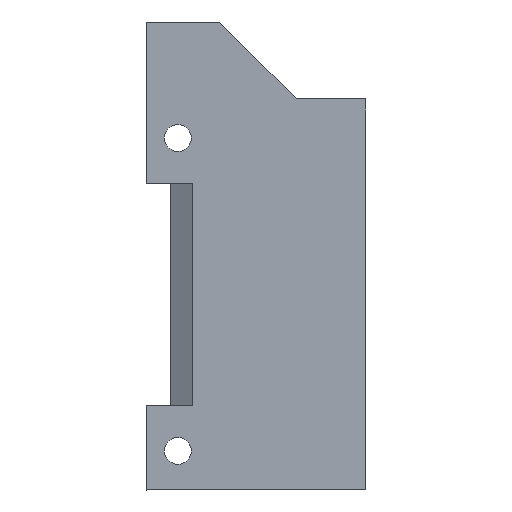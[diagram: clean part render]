
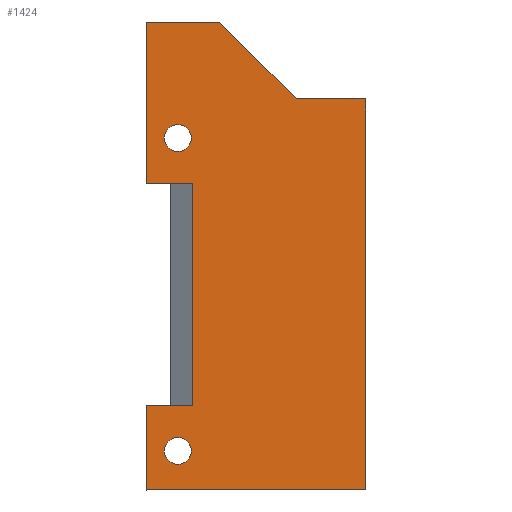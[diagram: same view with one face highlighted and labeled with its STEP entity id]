
A CAD part, top view. The second image highlights one B-rep face of the part: STEP entity #1424.
In plain terms, the highlighted planar face has unit normal (0, 0, 1).
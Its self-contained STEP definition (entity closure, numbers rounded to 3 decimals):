
#23=CIRCLE('',#1519,2.75);
#24=CIRCLE('',#1520,2.75);
#40=FACE_BOUND('',#144,.T.);
#41=FACE_BOUND('',#145,.T.);
#62=FACE_OUTER_BOUND('',#143,.T.);
#143=EDGE_LOOP('',(#1001,#1002,#1003,#1004,#1005,#1006,#1007,#1008,#1009,
#1010));
#144=EDGE_LOOP('',(#1011));
#145=EDGE_LOOP('',(#1012));
#276=LINE('',#2090,#464);
#280=LINE('',#2096,#468);
#281=LINE('',#2098,#469);
#282=LINE('',#2100,#470);
#283=LINE('',#2102,#471);
#284=LINE('',#2104,#472);
#285=LINE('',#2106,#473);
#286=LINE('',#2108,#474);
#287=LINE('',#2110,#475);
#288=LINE('',#2111,#476);
#464=VECTOR('',#1674,10.);
#468=VECTOR('',#1680,10.);
#469=VECTOR('',#1681,10.);
#470=VECTOR('',#1682,10.);
#471=VECTOR('',#1683,10.);
#472=VECTOR('',#1684,10.);
#473=VECTOR('',#1685,10.);
#474=VECTOR('',#1686,10.);
#475=VECTOR('',#1687,10.);
#476=VECTOR('',#1688,10.);
#645=VERTEX_POINT('',#2088);
#646=VERTEX_POINT('',#2089);
#647=VERTEX_POINT('',#2095);
#648=VERTEX_POINT('',#2097);
#649=VERTEX_POINT('',#2099);
#650=VERTEX_POINT('',#2101);
#651=VERTEX_POINT('',#2103);
#652=VERTEX_POINT('',#2105);
#653=VERTEX_POINT('',#2107);
#654=VERTEX_POINT('',#2109);
#655=VERTEX_POINT('',#2112);
#656=VERTEX_POINT('',#2114);
#780=EDGE_CURVE('',#645,#646,#276,.T.);
#784=EDGE_CURVE('',#646,#647,#280,.T.);
#785=EDGE_CURVE('',#647,#648,#281,.T.);
#786=EDGE_CURVE('',#648,#649,#282,.T.);
#787=EDGE_CURVE('',#649,#650,#283,.T.);
#788=EDGE_CURVE('',#650,#651,#284,.T.);
#789=EDGE_CURVE('',#652,#651,#285,.T.);
#790=EDGE_CURVE('',#652,#653,#286,.T.);
#791=EDGE_CURVE('',#654,#653,#287,.T.);
#792=EDGE_CURVE('',#654,#645,#288,.T.);
#793=EDGE_CURVE('',#655,#655,#23,.T.);
#794=EDGE_CURVE('',#656,#656,#24,.T.);
#1001=ORIENTED_EDGE('',*,*,#780,.T.);
#1002=ORIENTED_EDGE('',*,*,#784,.T.);
#1003=ORIENTED_EDGE('',*,*,#785,.T.);
#1004=ORIENTED_EDGE('',*,*,#786,.T.);
#1005=ORIENTED_EDGE('',*,*,#787,.T.);
#1006=ORIENTED_EDGE('',*,*,#788,.T.);
#1007=ORIENTED_EDGE('',*,*,#789,.F.);
#1008=ORIENTED_EDGE('',*,*,#790,.T.);
#1009=ORIENTED_EDGE('',*,*,#791,.F.);
#1010=ORIENTED_EDGE('',*,*,#792,.T.);
#1011=ORIENTED_EDGE('',*,*,#793,.T.);
#1012=ORIENTED_EDGE('',*,*,#794,.T.);
#1352=PLANE('',#1518);
#1424=ADVANCED_FACE('',(#62,#40,#41),#1352,.T.);
#1518=AXIS2_PLACEMENT_3D('',#2094,#1678,#1679);
#1519=AXIS2_PLACEMENT_3D('',#2113,#1689,#1690);
#1520=AXIS2_PLACEMENT_3D('',#2115,#1691,#1692);
#1674=DIRECTION('',(0.,-1.,0.));
#1678=DIRECTION('center_axis',(0.,0.,1.));
#1679=DIRECTION('ref_axis',(0.,-1.,0.));
#1680=DIRECTION('',(1.,0.,0.));
#1681=DIRECTION('',(0.,-1.,0.));
#1682=DIRECTION('',(-1.,0.,0.));
#1683=DIRECTION('',(0.,-1.,0.));
#1684=DIRECTION('',(1.,0.,0.));
#1685=DIRECTION('',(0.,-1.,0.));
#1686=DIRECTION('',(-1.,0.,0.));
#1687=DIRECTION('',(0.707,-0.707,0.));
#1688=DIRECTION('',(-1.,0.,0.));
#1689=DIRECTION('center_axis',(0.,0.,-1.));
#1690=DIRECTION('ref_axis',(-1.,0.,0.));
#1691=DIRECTION('center_axis',(0.,0.,-1.));
#1692=DIRECTION('ref_axis',(-1.,0.,0.));
#2088=CARTESIAN_POINT('',(-5.,80.75,30.));
#2089=CARTESIAN_POINT('',(-5.,47.75,30.));
#2090=CARTESIAN_POINT('',(-5.,65.,30.));
#2094=CARTESIAN_POINT('Origin',(0.,50.,30.));
#2095=CARTESIAN_POINT('',(4.5,47.75,30.));
#2096=CARTESIAN_POINT('',(0.,47.75,30.));
#2097=CARTESIAN_POINT('',(4.5,2.25,30.));
#2098=CARTESIAN_POINT('',(4.5,37.5,30.));
#2099=CARTESIAN_POINT('',(-5.,2.25,30.));
#2100=CARTESIAN_POINT('',(4.5,2.25,30.));
#2101=CARTESIAN_POINT('',(-5.,-15.,30.));
#2102=CARTESIAN_POINT('',(-5.,65.,30.));
#2103=CARTESIAN_POINT('',(40.,-15.,30.));
#2104=CARTESIAN_POINT('',(-5.,-15.,30.));
#2105=CARTESIAN_POINT('',(40.,65.,30.));
#2106=CARTESIAN_POINT('',(40.,-15.,30.));
#2107=CARTESIAN_POINT('',(25.75,65.,30.));
#2108=CARTESIAN_POINT('',(10.,65.,30.));
#2109=CARTESIAN_POINT('',(10.,80.75,30.));
#2110=CARTESIAN_POINT('',(10.,80.75,30.));
#2111=CARTESIAN_POINT('',(10.,80.75,30.));
#2112=CARTESIAN_POINT('',(4.25,-7.,30.));
#2113=CARTESIAN_POINT('Origin',(1.5,-7.,30.));
#2114=CARTESIAN_POINT('',(4.25,57.,30.));
#2115=CARTESIAN_POINT('Origin',(1.5,57.,30.));
